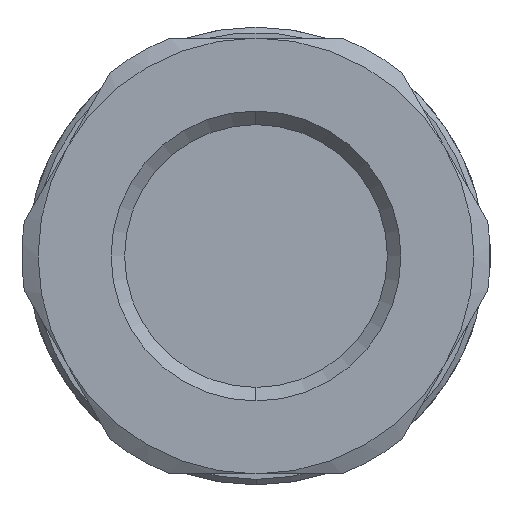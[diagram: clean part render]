
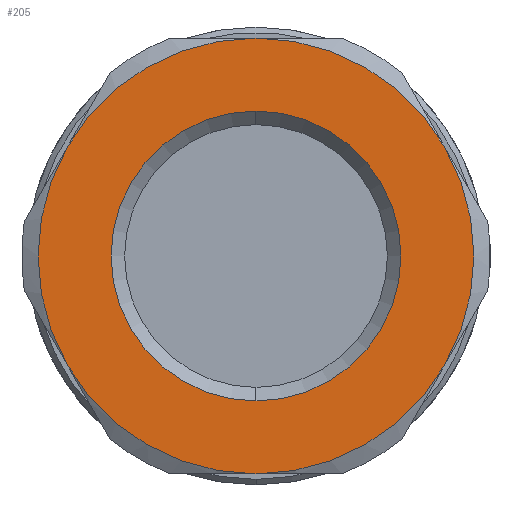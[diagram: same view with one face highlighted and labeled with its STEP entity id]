
A CAD part, left-side view. The second image highlights one B-rep face of the part: STEP entity #205.
In plain terms, the highlighted planar face has unit normal (-1, 0, 0).
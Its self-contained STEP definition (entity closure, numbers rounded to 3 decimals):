
#85 = EDGE_CURVE ( 'NONE', #3248, #3244, #568, .T. ) ;
#205 = ADVANCED_FACE ( 'NONE', ( #1157, #1158 ), #1079, .T. ) ;
#366 = CARTESIAN_POINT ( 'NONE',  ( -25.6, 0., 0. ) ) ;
#367 = DIRECTION ( 'NONE',  ( -1., 0., 0. ) ) ;
#368 = DIRECTION ( 'NONE',  ( 0., 0., 1. ) ) ;
#459 = EDGE_LOOP ( 'NONE', ( #3090, #3091, #3092, #3093, #3094, #3095 ) ) ;
#460 = EDGE_LOOP ( 'NONE', ( #3096, #3097 ) ) ;
#568 = CIRCLE ( 'NONE', #2610, 13.3 ) ;
#1079 = PLANE ( 'NONE',  #2687 ) ;
#1080 = CARTESIAN_POINT ( 'NONE',  ( -25.6, 20., 0. ) ) ;
#1081 = DIRECTION ( 'NONE',  ( -1., 0., 0. ) ) ;
#1082 = DIRECTION ( 'NONE',  ( 0., 0., 1. ) ) ;
#1157 = FACE_OUTER_BOUND ( 'NONE', #459, .T. ) ;
#1158 = FACE_BOUND ( 'NONE', #460, .T. ) ;
#1353 = CIRCLE ( 'NONE', #2796, 13.3 ) ;
#1355 = CIRCLE ( 'NONE', #2798, 20. ) ;
#1356 = CIRCLE ( 'NONE', #2799, 20. ) ;
#1357 = CIRCLE ( 'NONE', #2800, 20. ) ;
#1358 = CIRCLE ( 'NONE', #2801, 20. ) ;
#1359 = CIRCLE ( 'NONE', #2802, 20. ) ;
#1360 = CIRCLE ( 'NONE', #2803, 20. ) ;
#1851 = CARTESIAN_POINT ( 'NONE',  ( -25.6, 0., 0. ) ) ;
#1852 = DIRECTION ( 'NONE',  ( -1., 0., 0. ) ) ;
#1853 = DIRECTION ( 'NONE',  ( 0., 0., 1. ) ) ;
#1857 = CARTESIAN_POINT ( 'NONE',  ( -25.6, 0., 0. ) ) ;
#1858 = DIRECTION ( 'NONE',  ( 1., 0., 0. ) ) ;
#1859 = DIRECTION ( 'NONE',  ( 0., 0., -1. ) ) ;
#1860 = CARTESIAN_POINT ( 'NONE',  ( -25.6, 0., 0. ) ) ;
#1861 = DIRECTION ( 'NONE',  ( 1., 0., 0. ) ) ;
#1862 = DIRECTION ( 'NONE',  ( 0., 0., -1. ) ) ;
#1863 = CARTESIAN_POINT ( 'NONE',  ( -25.6, 0., 0. ) ) ;
#1864 = DIRECTION ( 'NONE',  ( 1., 0., 0. ) ) ;
#1865 = DIRECTION ( 'NONE',  ( 0., 0., -1. ) ) ;
#1866 = CARTESIAN_POINT ( 'NONE',  ( -25.6, 0., 0. ) ) ;
#1867 = DIRECTION ( 'NONE',  ( 1., 0., 0. ) ) ;
#1868 = DIRECTION ( 'NONE',  ( 0., 0., -1. ) ) ;
#1869 = CARTESIAN_POINT ( 'NONE',  ( -25.6, 0., 0. ) ) ;
#1870 = DIRECTION ( 'NONE',  ( 1., 0., 0. ) ) ;
#1871 = DIRECTION ( 'NONE',  ( 0., 0., -1. ) ) ;
#1872 = CARTESIAN_POINT ( 'NONE',  ( -25.6, 0., 0. ) ) ;
#1873 = DIRECTION ( 'NONE',  ( 1., 0., 0. ) ) ;
#1874 = DIRECTION ( 'NONE',  ( 0., 0., -1. ) ) ;
#2324 = CARTESIAN_POINT ( 'NONE',  ( -25.6, -17.321, -10. ) ) ;
#2325 = CARTESIAN_POINT ( 'NONE',  ( -25.6, -17.321, 10. ) ) ;
#2327 = CARTESIAN_POINT ( 'NONE',  ( -25.6, 0., -20. ) ) ;
#2346 = CARTESIAN_POINT ( 'NONE',  ( -25.6, 0., 20. ) ) ;
#2364 = CARTESIAN_POINT ( 'NONE',  ( -25.6, 0., 13.3 ) ) ;
#2368 = CARTESIAN_POINT ( 'NONE',  ( -25.6, 0., -13.3 ) ) ;
#2378 = CARTESIAN_POINT ( 'NONE',  ( -25.6, 17.321, 10. ) ) ;
#2385 = CARTESIAN_POINT ( 'NONE',  ( -25.6, 17.321, -10. ) ) ;
#2487 = EDGE_CURVE ( 'NONE', #3244, #3248, #1353, .T. ) ;
#2489 = EDGE_CURVE ( 'NONE', #3207, #3265, #1355, .T. ) ;
#2490 = EDGE_CURVE ( 'NONE', #3204, #3207, #1356, .T. ) ;
#2491 = EDGE_CURVE ( 'NONE', #3205, #3204, #1357, .T. ) ;
#2492 = EDGE_CURVE ( 'NONE', #3226, #3205, #1358, .T. ) ;
#2493 = EDGE_CURVE ( 'NONE', #3258, #3226, #1359, .T. ) ;
#2494 = EDGE_CURVE ( 'NONE', #3265, #3258, #1360, .T. ) ;
#2610 = AXIS2_PLACEMENT_3D ( 'NONE', #366, #367, #368 ) ;
#2687 = AXIS2_PLACEMENT_3D ( 'NONE', #1080, #1081, #1082 ) ;
#2796 = AXIS2_PLACEMENT_3D ( 'NONE', #1851, #1852, #1853 ) ;
#2798 = AXIS2_PLACEMENT_3D ( 'NONE', #1857, #1858, #1859 ) ;
#2799 = AXIS2_PLACEMENT_3D ( 'NONE', #1860, #1861, #1862 ) ;
#2800 = AXIS2_PLACEMENT_3D ( 'NONE', #1863, #1864, #1865 ) ;
#2801 = AXIS2_PLACEMENT_3D ( 'NONE', #1866, #1867, #1868 ) ;
#2802 = AXIS2_PLACEMENT_3D ( 'NONE', #1869, #1870, #1871 ) ;
#2803 = AXIS2_PLACEMENT_3D ( 'NONE', #1872, #1873, #1874 ) ;
#3090 = ORIENTED_EDGE ( 'NONE', *, *, #2489, .F. ) ;
#3091 = ORIENTED_EDGE ( 'NONE', *, *, #2490, .F. ) ;
#3092 = ORIENTED_EDGE ( 'NONE', *, *, #2491, .F. ) ;
#3093 = ORIENTED_EDGE ( 'NONE', *, *, #2492, .F. ) ;
#3094 = ORIENTED_EDGE ( 'NONE', *, *, #2493, .F. ) ;
#3095 = ORIENTED_EDGE ( 'NONE', *, *, #2494, .F. ) ;
#3096 = ORIENTED_EDGE ( 'NONE', *, *, #2487, .F. ) ;
#3097 = ORIENTED_EDGE ( 'NONE', *, *, #85, .F. ) ;
#3204 = VERTEX_POINT ( 'NONE', #2324 ) ;
#3205 = VERTEX_POINT ( 'NONE', #2325 ) ;
#3207 = VERTEX_POINT ( 'NONE', #2327 ) ;
#3226 = VERTEX_POINT ( 'NONE', #2346 ) ;
#3244 = VERTEX_POINT ( 'NONE', #2364 ) ;
#3248 = VERTEX_POINT ( 'NONE', #2368 ) ;
#3258 = VERTEX_POINT ( 'NONE', #2378 ) ;
#3265 = VERTEX_POINT ( 'NONE', #2385 ) ;
